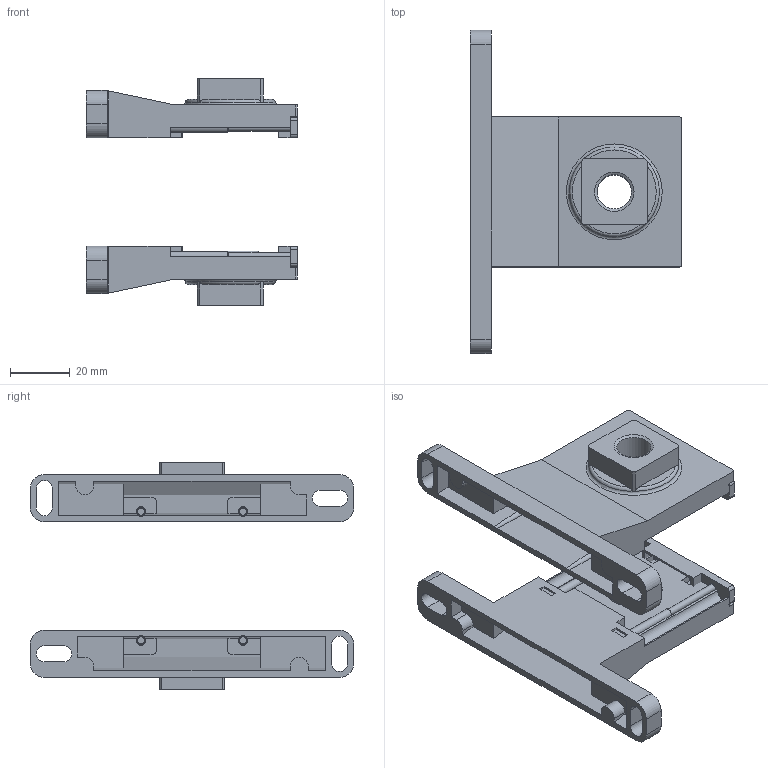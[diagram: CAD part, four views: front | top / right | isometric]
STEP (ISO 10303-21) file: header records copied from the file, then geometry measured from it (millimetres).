
FILE_DESCRIPTION( ( 'STEP AP203' ), ' ' );
FILE_NAME( '99000.0904.stp', '2017-03-09T14:58:56', ( '' ), ( '' ), ' ', 'PARTsolutions', ' ' );
FILE_SCHEMA( ( 'CONFIG_CONTROL_DESIGN' ) );
Length unit declared in the file: millimetre
Products named in the file (6): 99000.0904; _99000.0904_P1; _KKOP.0_o-ring; _KKOP.0_part1; _KKOP.0_screw; _99000.0904_P2
Assembly tree (10 placements, depth 2):
  99000.0904
    _99000.0904_P1
    _KKOP.0_o-ring  x2
    _KKOP.0_part1  x2
    _KKOP.0_screw  x4
    _99000.0904_P2
Bounding box: 70.6 x 108 x 75.8 mm (x, y, z)
Volume: 64821.3 mm3; surface area: 40993.2 mm2
Topology: 10 solids, 10 shells, 420 faces, 1108 edges, 720 vertices
Faces by surface type: plane 278, cylinder 104, cone 26, torus 12
Full cylindrical faces by diameter (mm): 2.387 x4, 2.459 x4, 3 x4, 3.2 x12, 5.5 x4, 11.445 x2, 15.9 x1, 20.4 x1
Entity records: 10475 total; most frequent: CARTESIAN_POINT 1913, DIRECTION 1734, ORIENTED_EDGE 1690, EDGE_CURVE 845, LINE 608, VECTOR 608, VERTEX_POINT 574, AXIS2_PLACEMENT_3D 563
